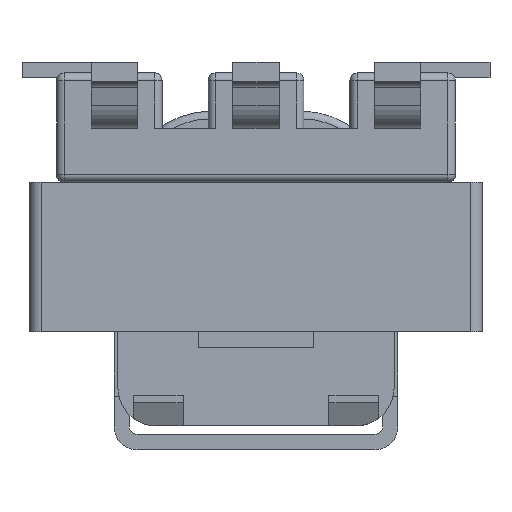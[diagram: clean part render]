
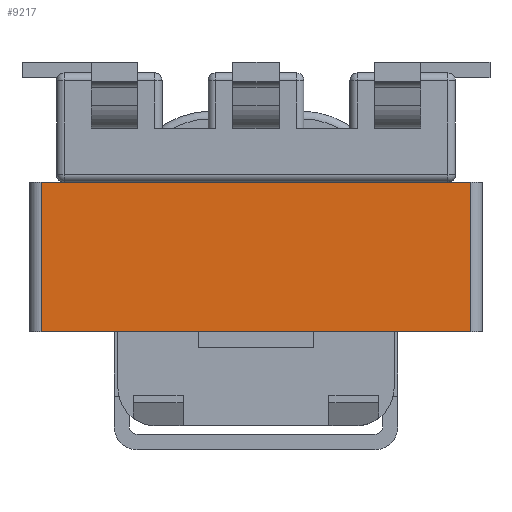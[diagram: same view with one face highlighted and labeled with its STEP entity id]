
A CAD part, left-side view. The second image highlights one B-rep face of the part: STEP entity #9217.
In plain terms, the highlighted planar face has unit normal (-1, 0, 0).
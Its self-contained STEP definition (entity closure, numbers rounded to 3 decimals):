
#158=DIRECTION('',(0.,-1.,0.));
#159=VECTOR('',#158,5.6);
#160=CARTESIAN_POINT('',(-2.745,2.8,-0.875));
#161=LINE('',#160,#159);
#471=DIRECTION('',(0.,0.,1.));
#472=VECTOR('',#471,1.95);
#473=CARTESIAN_POINT('',(-2.745,2.8,-0.875));
#474=LINE('',#473,#472);
#475=DIRECTION('',(0.,-1.,0.));
#476=VECTOR('',#475,5.6);
#477=CARTESIAN_POINT('',(-2.745,2.8,1.075));
#478=LINE('',#477,#476);
#479=DIRECTION('',(0.,0.,1.));
#480=VECTOR('',#479,1.95);
#481=CARTESIAN_POINT('',(-2.745,-2.8,-0.875));
#482=LINE('',#481,#480);
#8536=CARTESIAN_POINT('',(-2.745,2.8,1.075));
#8538=VERTEX_POINT('',#8536);
#8539=CARTESIAN_POINT('',(-2.745,2.8,-0.875));
#8540=VERTEX_POINT('',#8539);
#8543=CARTESIAN_POINT('',(-2.745,-2.8,1.075));
#8545=VERTEX_POINT('',#8543);
#8549=CARTESIAN_POINT('',(-2.745,-2.8,-0.875));
#8550=VERTEX_POINT('',#8549);
#9205=CARTESIAN_POINT('',(-2.745,-2.625,1.075));
#9206=DIRECTION('',(-1.,0.,0.));
#9207=DIRECTION('',(0.,1.,0.));
#9208=AXIS2_PLACEMENT_3D('',#9205,#9206,#9207);
#9209=PLANE('',#9208);
#9211=ORIENTED_EDGE('',*,*,#9210,.T.);
#9212=ORIENTED_EDGE('',*,*,#8790,.T.);
#9213=ORIENTED_EDGE('',*,*,#9193,.F.);
#9214=ORIENTED_EDGE('',*,*,#8662,.F.);
#9215=EDGE_LOOP('',(#9211,#9212,#9213,#9214));
#9216=FACE_OUTER_BOUND('',#9215,.F.);
#9217=ADVANCED_FACE('',(#9216),#9209,.T.);
#8662=EDGE_CURVE('',#8540,#8550,#161,.T.);
#8790=EDGE_CURVE('',#8538,#8545,#478,.T.);
#9193=EDGE_CURVE('',#8550,#8545,#482,.T.);
#9210=EDGE_CURVE('',#8540,#8538,#474,.T.);
